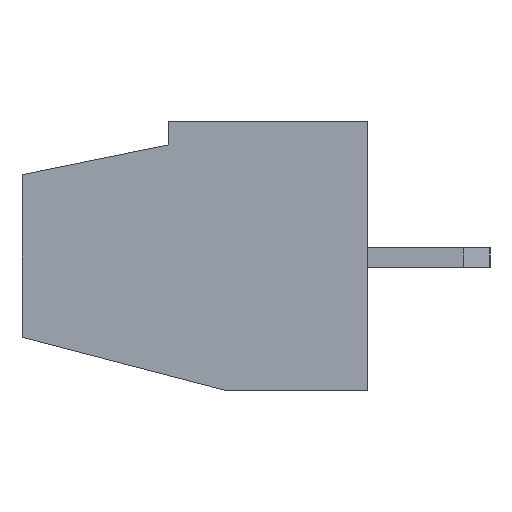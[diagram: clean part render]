
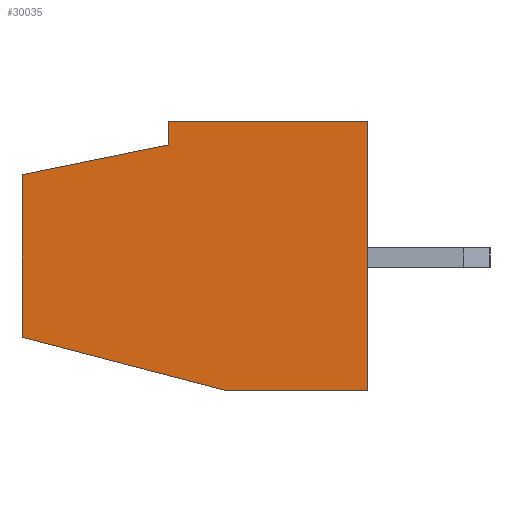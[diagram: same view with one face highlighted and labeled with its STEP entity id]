
A CAD part, left-side view. The second image highlights one B-rep face of the part: STEP entity #30035.
In plain terms, the highlighted planar face has unit normal (-1, 0, 0).
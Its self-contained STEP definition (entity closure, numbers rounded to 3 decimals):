
#73 = LINE ( 'NONE', #6518, #16919 ) ;
#189 = VECTOR ( 'NONE', #34838, 1000. ) ;
#2448 = CARTESIAN_POINT ( 'NONE',  ( -2.54, 0., 4.1 ) ) ;
#2807 = CARTESIAN_POINT ( 'NONE',  ( -2.54, 6., 3.4 ) ) ;
#3388 = ORIENTED_EDGE ( 'NONE', *, *, #19532, .F. ) ;
#3720 = VECTOR ( 'NONE', #16362, 1000. ) ;
#4777 = ORIENTED_EDGE ( 'NONE', *, *, #34818, .F. ) ;
#5023 = VERTEX_POINT ( 'NONE', #15798 ) ;
#5295 = VERTEX_POINT ( 'NONE', #16929 ) ;
#5837 = CARTESIAN_POINT ( 'NONE',  ( -2.54, 6., 3.4 ) ) ;
#6080 = ORIENTED_EDGE ( 'NONE', *, *, #7679, .F. ) ;
#6518 = CARTESIAN_POINT ( 'NONE',  ( -2.54, 0., 4.1 ) ) ;
#6684 = CARTESIAN_POINT ( 'NONE',  ( -2.54, 0., -4. ) ) ;
#7150 = LINE ( 'NONE', #16453, #24395 ) ;
#7679 = EDGE_CURVE ( 'NONE', #5023, #31261, #7150, .T. ) ;
#7828 = CARTESIAN_POINT ( 'NONE',  ( -2.54, 10.4, 4.1 ) ) ;
#8377 = VERTEX_POINT ( 'NONE', #2807 ) ;
#8751 = EDGE_CURVE ( 'NONE', #24474, #23025, #73, .T. ) ;
#10198 = ORIENTED_EDGE ( 'NONE', *, *, #16227, .T. ) ;
#11250 = LINE ( 'NONE', #34644, #189 ) ;
#11331 = DIRECTION ( 'NONE',  ( 0., 0., -1. ) ) ;
#13420 = ORIENTED_EDGE ( 'NONE', *, *, #8751, .T. ) ;
#15611 = ORIENTED_EDGE ( 'NONE', *, *, #27399, .F. ) ;
#15763 = LINE ( 'NONE', #25362, #29693 ) ;
#15798 = CARTESIAN_POINT ( 'NONE',  ( -2.54, 4.26, -4. ) ) ;
#16227 = EDGE_CURVE ( 'NONE', #5023, #24474, #36754, .T. ) ;
#16362 = DIRECTION ( 'NONE',  ( 0., -1., 0. ) ) ;
#16453 = CARTESIAN_POINT ( 'NONE',  ( -2.54, 10.4, -2.4 ) ) ;
#16919 = VECTOR ( 'NONE', #21521, 1000. ) ;
#16929 = CARTESIAN_POINT ( 'NONE',  ( -2.54, 6., 4.1 ) ) ;
#17092 = VECTOR ( 'NONE', #36559, 1000. ) ;
#19348 = CARTESIAN_POINT ( 'NONE',  ( -2.54, 10.4, -4. ) ) ;
#19532 = EDGE_CURVE ( 'NONE', #31261, #35706, #15763, .T. ) ;
#21521 = DIRECTION ( 'NONE',  ( 0., 0., 1. ) ) ;
#23025 = VERTEX_POINT ( 'NONE', #2448 ) ;
#24395 = VECTOR ( 'NONE', #25077, 1000. ) ;
#24474 = VERTEX_POINT ( 'NONE', #6684 ) ;
#25077 = DIRECTION ( 'NONE',  ( 0., 0.968, 0.252 ) ) ;
#25249 = ORIENTED_EDGE ( 'NONE', *, *, #31198, .F. ) ;
#25362 = CARTESIAN_POINT ( 'NONE',  ( -2.54, 10.4, 4.1 ) ) ;
#25561 = DIRECTION ( 'NONE',  ( 1., 0., 0. ) ) ;
#26695 = DIRECTION ( 'NONE',  ( 0., 0., 1. ) ) ;
#27399 = EDGE_CURVE ( 'NONE', #5295, #23025, #34519, .T. ) ;
#28055 = CARTESIAN_POINT ( 'NONE',  ( -2.54, 10.4, 4.1 ) ) ;
#28654 = FACE_OUTER_BOUND ( 'NONE', #34657, .T. ) ;
#29693 = VECTOR ( 'NONE', #37265, 1000. ) ;
#30035 = ADVANCED_FACE ( 'NONE', ( #28654 ), #37656, .F. ) ;
#31198 = EDGE_CURVE ( 'NONE', #35706, #8377, #11250, .T. ) ;
#31261 = VERTEX_POINT ( 'NONE', #32657 ) ;
#31762 = CARTESIAN_POINT ( 'NONE',  ( -2.54, 10.4, 2.5 ) ) ;
#32657 = CARTESIAN_POINT ( 'NONE',  ( -2.54, 10.4, -2.4 ) ) ;
#33990 = AXIS2_PLACEMENT_3D ( 'NONE', #7828, #25561, #11331 ) ;
#34519 = LINE ( 'NONE', #28055, #3720 ) ;
#34644 = CARTESIAN_POINT ( 'NONE',  ( -2.54, 10.4, 2.5 ) ) ;
#34657 = EDGE_LOOP ( 'NONE', ( #15611, #4777, #25249, #3388, #6080, #10198, #13420 ) ) ;
#34818 = EDGE_CURVE ( 'NONE', #8377, #5295, #36051, .T. ) ;
#34838 = DIRECTION ( 'NONE',  ( 0., -0.98, 0.2 ) ) ;
#35101 = VECTOR ( 'NONE', #26695, 1000. ) ;
#35706 = VERTEX_POINT ( 'NONE', #31762 ) ;
#36051 = LINE ( 'NONE', #5837, #35101 ) ;
#36559 = DIRECTION ( 'NONE',  ( 0., -1., 0. ) ) ;
#36754 = LINE ( 'NONE', #19348, #17092 ) ;
#37265 = DIRECTION ( 'NONE',  ( 0., 0., 1. ) ) ;
#37656 = PLANE ( 'NONE',  #33990 ) ;
